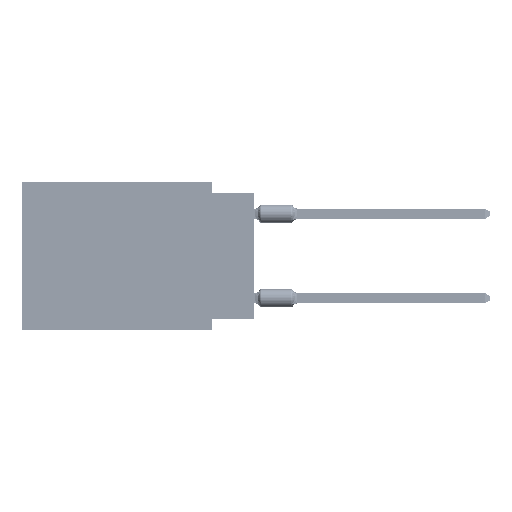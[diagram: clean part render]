
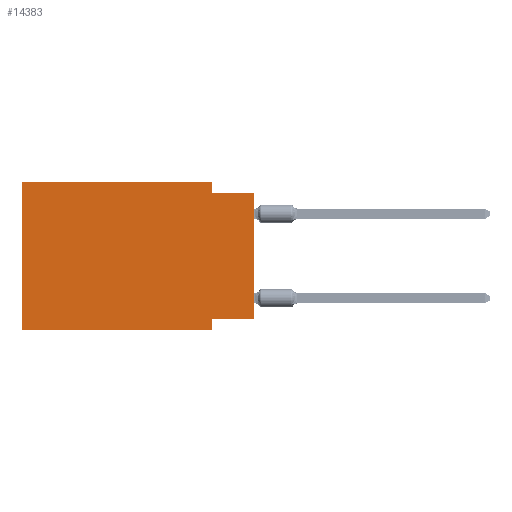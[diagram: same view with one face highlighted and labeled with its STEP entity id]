
A CAD part, left-side view. The second image highlights one B-rep face of the part: STEP entity #14383.
In plain terms, the highlighted planar face has unit normal (-1, 0, 0).
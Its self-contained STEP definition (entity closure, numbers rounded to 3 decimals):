
#467 = CARTESIAN_POINT ( 'NONE',  ( 0., 2.54, -0.635 ) ) ;
#3238 = ORIENTED_EDGE ( 'NONE', *, *, #49454, .F. ) ;
#3706 = VERTEX_POINT ( 'NONE', #31249 ) ;
#5475 = VECTOR ( 'NONE', #43689, 1000. ) ;
#5743 = EDGE_CURVE ( 'NONE', #29317, #15627, #42275, .T. ) ;
#8497 = CARTESIAN_POINT ( 'NONE',  ( 0., 13.97, 0. ) ) ;
#9187 = LINE ( 'NONE', #51837, #25128 ) ;
#10475 = LINE ( 'NONE', #53824, #5475 ) ;
#14383 = ADVANCED_FACE ( 'NONE', ( #55596 ), #28673, .F. ) ;
#14605 = VERTEX_POINT ( 'NONE', #50172 ) ;
#14766 = EDGE_CURVE ( 'NONE', #29317, #14605, #61706, .T. ) ;
#15627 = VERTEX_POINT ( 'NONE', #40217 ) ;
#18124 = VECTOR ( 'NONE', #25281, 1000. ) ;
#20273 = CARTESIAN_POINT ( 'NONE',  ( 0., 13.97, 0. ) ) ;
#20580 = DIRECTION ( 'NONE',  ( 0., 1., 0. ) ) ;
#21537 = EDGE_LOOP ( 'NONE', ( #58064, #64472, #57196, #22265, #56551, #37322, #3238, #59632 ) ) ;
#22265 = ORIENTED_EDGE ( 'NONE', *, *, #48271, .F. ) ;
#22648 = VECTOR ( 'NONE', #63405, 1000. ) ;
#23437 = DIRECTION ( 'NONE',  ( 1., 0., 0. ) ) ;
#24463 = CARTESIAN_POINT ( 'NONE',  ( 0., 0., 0. ) ) ;
#24484 = CARTESIAN_POINT ( 'NONE',  ( 0., 13.97, -8.89 ) ) ;
#25128 = VECTOR ( 'NONE', #25288, 1000. ) ;
#25281 = DIRECTION ( 'NONE',  ( 0., -1., 0. ) ) ;
#25288 = DIRECTION ( 'NONE',  ( 0., 0., -1. ) ) ;
#27263 = EDGE_CURVE ( 'NONE', #58831, #42456, #36817, .T. ) ;
#28673 = PLANE ( 'NONE',  #40766 ) ;
#29317 = VERTEX_POINT ( 'NONE', #24484 ) ;
#29537 = CARTESIAN_POINT ( 'NONE',  ( 0., 13.97, -8.89 ) ) ;
#29684 = DIRECTION ( 'NONE',  ( 0., 0., 1. ) ) ;
#31249 = CARTESIAN_POINT ( 'NONE',  ( 0., 2.54, 0. ) ) ;
#31426 = VECTOR ( 'NONE', #20580, 1000. ) ;
#31721 = VERTEX_POINT ( 'NONE', #60217 ) ;
#35611 = EDGE_CURVE ( 'NONE', #31721, #42456, #48070, .T. ) ;
#36817 = LINE ( 'NONE', #46618, #22648 ) ;
#37322 = ORIENTED_EDGE ( 'NONE', *, *, #14766, .T. ) ;
#39792 = EDGE_CURVE ( 'NONE', #31721, #57534, #47133, .T. ) ;
#39918 = VECTOR ( 'NONE', #41591, 1000. ) ;
#40217 = CARTESIAN_POINT ( 'NONE',  ( 0., 13.97, 0. ) ) ;
#40766 = AXIS2_PLACEMENT_3D ( 'NONE', #61875, #23437, #44407 ) ;
#41591 = DIRECTION ( 'NONE',  ( 0., 0., 1. ) ) ;
#42275 = LINE ( 'NONE', #20273, #39918 ) ;
#42456 = VERTEX_POINT ( 'NONE', #64494 ) ;
#43689 = DIRECTION ( 'NONE',  ( 0., 0., -1. ) ) ;
#44407 = DIRECTION ( 'NONE',  ( 0., 0., -1. ) ) ;
#45244 = VECTOR ( 'NONE', #45619, 1000. ) ;
#45571 = LINE ( 'NONE', #8497, #18124 ) ;
#45619 = DIRECTION ( 'NONE',  ( 0., -1., 0. ) ) ;
#46618 = CARTESIAN_POINT ( 'NONE',  ( 0., 0., -0.635 ) ) ;
#47133 = LINE ( 'NONE', #47470, #31426 ) ;
#47470 = CARTESIAN_POINT ( 'NONE',  ( 0., 0., -8.255 ) ) ;
#48070 = LINE ( 'NONE', #24463, #67013 ) ;
#48271 = EDGE_CURVE ( 'NONE', #15627, #3706, #45571, .T. ) ;
#49454 = EDGE_CURVE ( 'NONE', #57534, #14605, #9187, .T. ) ;
#50172 = CARTESIAN_POINT ( 'NONE',  ( 0., 2.54, -8.89 ) ) ;
#51316 = CARTESIAN_POINT ( 'NONE',  ( 0., 2.54, -8.255 ) ) ;
#51837 = CARTESIAN_POINT ( 'NONE',  ( 0., 2.54, -8.89 ) ) ;
#53824 = CARTESIAN_POINT ( 'NONE',  ( 0., 2.54, 0. ) ) ;
#55596 = FACE_OUTER_BOUND ( 'NONE', #21537, .T. ) ;
#56551 = ORIENTED_EDGE ( 'NONE', *, *, #5743, .F. ) ;
#57196 = ORIENTED_EDGE ( 'NONE', *, *, #62381, .F. ) ;
#57534 = VERTEX_POINT ( 'NONE', #51316 ) ;
#58064 = ORIENTED_EDGE ( 'NONE', *, *, #35611, .T. ) ;
#58831 = VERTEX_POINT ( 'NONE', #467 ) ;
#59632 = ORIENTED_EDGE ( 'NONE', *, *, #39792, .F. ) ;
#60217 = CARTESIAN_POINT ( 'NONE',  ( 0., 0., -8.255 ) ) ;
#61706 = LINE ( 'NONE', #29537, #45244 ) ;
#61875 = CARTESIAN_POINT ( 'NONE',  ( 0., 13.97, 0. ) ) ;
#62381 = EDGE_CURVE ( 'NONE', #3706, #58831, #10475, .T. ) ;
#63405 = DIRECTION ( 'NONE',  ( 0., -1., 0. ) ) ;
#64472 = ORIENTED_EDGE ( 'NONE', *, *, #27263, .F. ) ;
#64494 = CARTESIAN_POINT ( 'NONE',  ( 0., 0., -0.635 ) ) ;
#67013 = VECTOR ( 'NONE', #29684, 1000. ) ;
